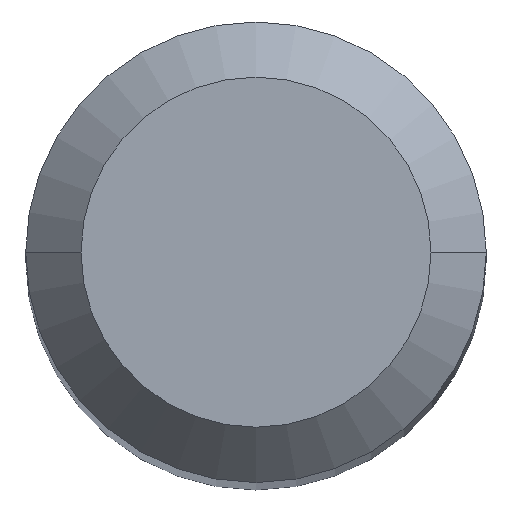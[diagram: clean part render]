
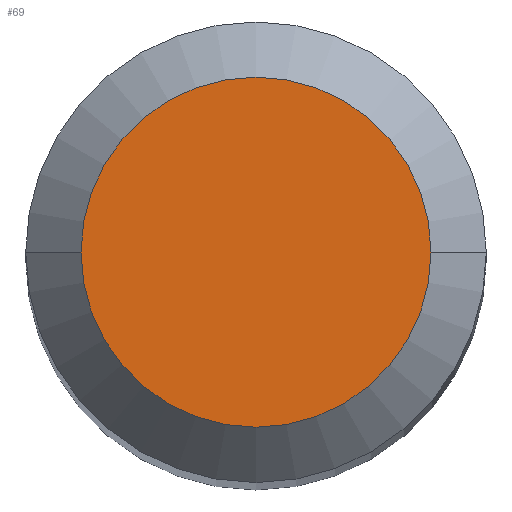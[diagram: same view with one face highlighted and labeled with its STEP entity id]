
A CAD part, top view. The second image highlights one B-rep face of the part: STEP entity #69.
In plain terms, the highlighted planar face has unit normal (0, 0, 1).
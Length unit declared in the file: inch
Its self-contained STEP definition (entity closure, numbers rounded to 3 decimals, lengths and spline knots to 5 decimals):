
#4 = AXIS2_PLACEMENT_3D ( 'NONE', #15, #496, #107 ) ;
#15 = CARTESIAN_POINT ( 'NONE',  ( 0., 0.0475, 0. ) ) ;
#17 = VERTEX_POINT ( 'NONE', #291 ) ;
#25 = CARTESIAN_POINT ( 'NONE',  ( 0., 0., 0. ) ) ;
#50 = DIRECTION ( 'NONE',  ( 0., 0., 1. ) ) ;
#69 = ADVANCED_FACE ( 'NONE', ( #218 ), #414, .F. ) ;
#71 = ORIENTED_EDGE ( 'NONE', *, *, #499, .T. ) ;
#78 = CIRCLE ( 'NONE', #356, 0.0475 ) ;
#102 = VERTEX_POINT ( 'NONE', #216 ) ;
#107 = DIRECTION ( 'NONE',  ( -1., 0., 0. ) ) ;
#205 = CIRCLE ( 'NONE', #418, 0.0475 ) ;
#209 = DIRECTION ( 'NONE',  ( 1., 0., 0. ) ) ;
#216 = CARTESIAN_POINT ( 'NONE',  ( -0.0475, 0., 0. ) ) ;
#218 = FACE_OUTER_BOUND ( 'NONE', #247, .T. ) ;
#243 = DIRECTION ( 'NONE',  ( 0., 0., 1. ) ) ;
#247 = EDGE_LOOP ( 'NONE', ( #495, #71 ) ) ;
#291 = CARTESIAN_POINT ( 'NONE',  ( 0.0475, 0., 0. ) ) ;
#356 = AXIS2_PLACEMENT_3D ( 'NONE', #404, #50, #209 ) ;
#370 = DIRECTION ( 'NONE',  ( 1., 0., 0. ) ) ;
#404 = CARTESIAN_POINT ( 'NONE',  ( 0., 0., 0. ) ) ;
#414 = PLANE ( 'NONE',  #4 ) ;
#418 = AXIS2_PLACEMENT_3D ( 'NONE', #25, #243, #370 ) ;
#479 = EDGE_CURVE ( 'NONE', #102, #17, #78, .T. ) ;
#495 = ORIENTED_EDGE ( 'NONE', *, *, #479, .T. ) ;
#496 = DIRECTION ( 'NONE',  ( 0., 0., -1. ) ) ;
#499 = EDGE_CURVE ( 'NONE', #17, #102, #205, .T. ) ;
